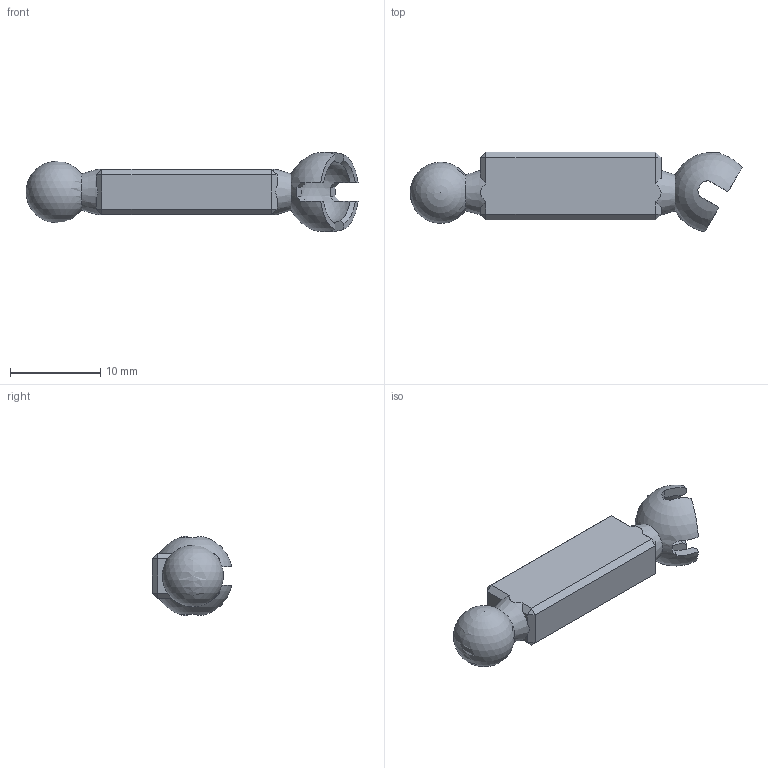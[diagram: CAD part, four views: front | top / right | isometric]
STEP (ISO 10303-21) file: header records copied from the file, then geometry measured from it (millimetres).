
FILE_DESCRIPTION(/* description */ (''),/* implementation_level */ '2;1');
FILE_NAME(/* name */ 'antebrazo.step',/* time_stamp */ '2020-09-29T10:28:02-03:00',/* author */ (''),/* organization */ (''),/* preprocessor_version */ 'ST-DEVELOPER v18.1',/* originating_system */ 'Autodesk Translation Framework v9.3.0.1241',/* authorisation */ '');
FILE_SCHEMA (('AUTOMOTIVE_DESIGN { 1 0 10303 214 3 1 1 }'));
Length unit declared in the file: millimetre
Products named in the file (1): arm_lower
Bounding box: 36.76 x 8.82 x 8.76 mm (x, y, z)
Volume: 1051.6 mm3; surface area: 931.8 mm2
Topology: 1 solids, 1 shells, 67 faces, 173 edges, 108 vertices
Faces by surface type: plane 58, cone 6, sphere 3
Entity records: 2049 total; most frequent: CARTESIAN_POINT 379, DIRECTION 362, ORIENTED_EDGE 342, EDGE_CURVE 171, AXIS2_PLACEMENT_3D 139, VERTEX_POINT 108, LINE 84, VECTOR 84
